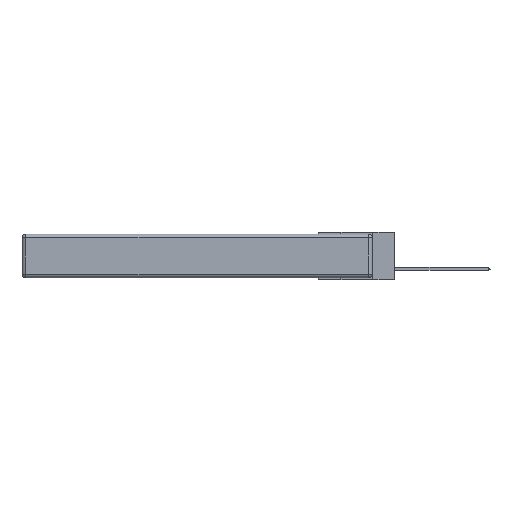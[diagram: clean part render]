
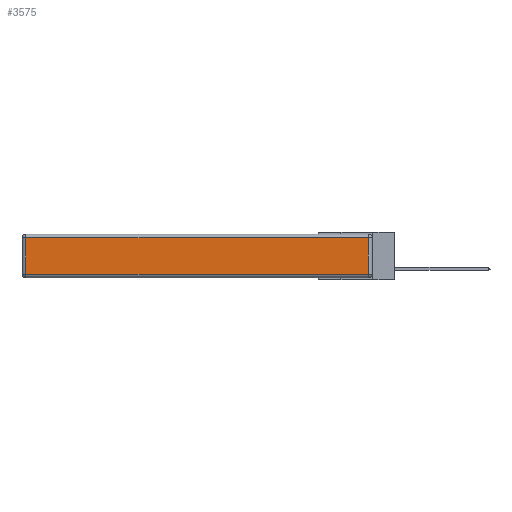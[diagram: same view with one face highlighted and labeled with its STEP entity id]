
A CAD part, left-side view. The second image highlights one B-rep face of the part: STEP entity #3575.
In plain terms, the highlighted planar face has unit normal (-1, 0, 0).
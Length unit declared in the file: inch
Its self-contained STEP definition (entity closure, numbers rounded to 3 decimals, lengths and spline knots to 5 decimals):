
#1822 = DIRECTION ( 'NONE',  ( 0., 0., 1. ) ) ;
#2105 = EDGE_LOOP ( 'NONE', ( #2634, #5956, #11803, #14328 ) ) ;
#2145 = LINE ( 'NONE', #10505, #12022 ) ;
#2634 = ORIENTED_EDGE ( 'NONE', *, *, #4683, .T. ) ;
#3575 = ADVANCED_FACE ( 'NONE', ( #4302 ), #11932, .T. ) ;
#3761 = VERTEX_POINT ( 'NONE', #13295 ) ;
#4060 = CARTESIAN_POINT ( 'NONE',  ( 0., 0.03, -0.313 ) ) ;
#4061 = LINE ( 'NONE', #8086, #4256 ) ;
#4256 = VECTOR ( 'NONE', #9222, 39.37008 ) ;
#4302 = FACE_OUTER_BOUND ( 'NONE', #2105, .T. ) ;
#4517 = VERTEX_POINT ( 'NONE', #9067 ) ;
#4683 = EDGE_CURVE ( 'NONE', #4517, #4822, #4061, .T. ) ;
#4822 = VERTEX_POINT ( 'NONE', #4060 ) ;
#4895 = CARTESIAN_POINT ( 'NONE',  ( 0., 2.72, -0.343 ) ) ;
#5646 = EDGE_CURVE ( 'NONE', #14459, #3761, #2145, .T. ) ;
#5956 = ORIENTED_EDGE ( 'NONE', *, *, #14448, .T. ) ;
#6423 = CARTESIAN_POINT ( 'NONE',  ( 0., 0.03, -0.03 ) ) ;
#7353 = DIRECTION ( 'NONE',  ( 0., 0., -1. ) ) ;
#8086 = CARTESIAN_POINT ( 'NONE',  ( 0., 0., -0.313 ) ) ;
#9067 = CARTESIAN_POINT ( 'NONE',  ( 0., 2.72, -0.313 ) ) ;
#9156 = VECTOR ( 'NONE', #1822, 39.37008 ) ;
#9222 = DIRECTION ( 'NONE',  ( 0., -1., 0. ) ) ;
#10505 = CARTESIAN_POINT ( 'NONE',  ( 0., 2.75, -0.03 ) ) ;
#10654 = CARTESIAN_POINT ( 'NONE',  ( 0., 0., -0.343 ) ) ;
#11774 = EDGE_CURVE ( 'NONE', #3761, #4517, #15550, .T. ) ;
#11803 = ORIENTED_EDGE ( 'NONE', *, *, #5646, .T. ) ;
#11932 = PLANE ( 'NONE',  #13835 ) ;
#12022 = VECTOR ( 'NONE', #12930, 39.37008 ) ;
#12346 = VECTOR ( 'NONE', #7353, 39.37008 ) ;
#12531 = CARTESIAN_POINT ( 'NONE',  ( 0., 0.03, -0.343 ) ) ;
#12930 = DIRECTION ( 'NONE',  ( 0., 1., 0. ) ) ;
#12932 = LINE ( 'NONE', #12531, #9156 ) ;
#13295 = CARTESIAN_POINT ( 'NONE',  ( 0., 2.72, -0.03 ) ) ;
#13835 = AXIS2_PLACEMENT_3D ( 'NONE', #10654, #15562, #15470 ) ;
#14328 = ORIENTED_EDGE ( 'NONE', *, *, #11774, .T. ) ;
#14448 = EDGE_CURVE ( 'NONE', #4822, #14459, #12932, .T. ) ;
#14459 = VERTEX_POINT ( 'NONE', #6423 ) ;
#15470 = DIRECTION ( 'NONE',  ( 0., 0., 1. ) ) ;
#15550 = LINE ( 'NONE', #4895, #12346 ) ;
#15562 = DIRECTION ( 'NONE',  ( -1., 0., 0. ) ) ;
